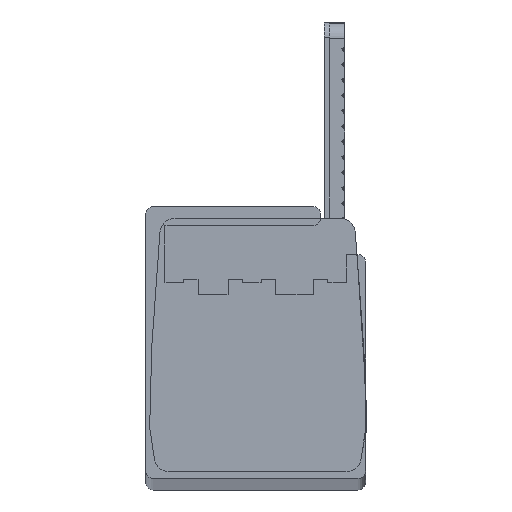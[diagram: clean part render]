
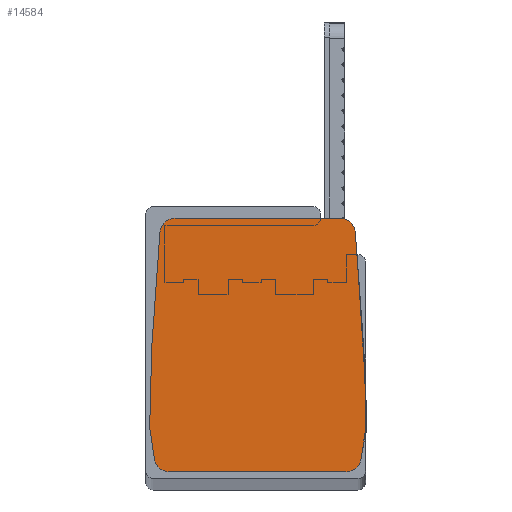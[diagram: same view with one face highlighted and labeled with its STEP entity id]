
A CAD part, top view. The second image highlights one B-rep face of the part: STEP entity #14584.
In plain terms, the highlighted planar face has unit normal (0, 0, 1).
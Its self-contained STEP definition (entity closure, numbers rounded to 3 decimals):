
#1216 = ORIENTED_EDGE ( 'NONE', *, *, #23611, .F. ) ;
#1223 = ORIENTED_EDGE ( 'NONE', *, *, #23608, .F. ) ;
#1225 = ORIENTED_EDGE ( 'NONE', *, *, #23560, .F. ) ;
#1237 = ORIENTED_EDGE ( 'NONE', *, *, #23602, .T. ) ;
#1242 = ORIENTED_EDGE ( 'NONE', *, *, #23635, .F. ) ;
#1275 = ORIENTED_EDGE ( 'NONE', *, *, #23627, .F. ) ;
#1278 = ORIENTED_EDGE ( 'NONE', *, *, #23640, .T. ) ;
#1280 = ORIENTED_EDGE ( 'NONE', *, *, #23573, .T. ) ;
#1322 = ORIENTED_EDGE ( 'NONE', *, *, #23622, .F. ) ;
#4989 = DIRECTION ( 'NONE',  ( -1., 0., 0. ) ) ;
#4992 = FACE_OUTER_BOUND ( 'NONE', #17154, .T. ) ;
#4993 = CARTESIAN_POINT ( 'NONE',  ( 734.61, 262.401, 220.276 ) ) ;
#5004 = PLANE ( 'NONE',  #34214 ) ;
#5029 = DIRECTION ( 'NONE',  ( 0., 0., -1. ) ) ;
#5734 = VERTEX_POINT ( 'NONE', #20055 ) ;
#8014 = VERTEX_POINT ( 'NONE', #8120 ) ;
#8120 = CARTESIAN_POINT ( 'NONE',  ( 747.323, 255.649, 220.276 ) ) ;
#14584 = ADVANCED_FACE ( 'NONE', ( #4992 ), #5004, .F. ) ;
#17154 = EDGE_LOOP ( 'NONE', ( #1275, #1223, #1225, #1237, #1242, #1278, #1322, #1216, #1280 ) ) ;
#20055 = CARTESIAN_POINT ( 'NONE',  ( 747.927, 271.23, 220.276 ) ) ;
#21141 = CARTESIAN_POINT ( 'NONE',  ( 746.936, 272.149, 220.276 ) ) ;
#21395 = VERTEX_POINT ( 'NONE', #21141 ) ;
#23560 = EDGE_CURVE ( 'NONE', #21395, #5734, #25994, .T. ) ;
#23573 = EDGE_CURVE ( 'NONE', #39183, #8014, #38681, .T. ) ;
#23602 = EDGE_CURVE ( 'NONE', #21395, #39189, #38792, .T. ) ;
#23608 = EDGE_CURVE ( 'NONE', #5734, #39196, #39792, .T. ) ;
#23611 = EDGE_CURVE ( 'NONE', #39183, #39187, #26158, .T. ) ;
#23622 = EDGE_CURVE ( 'NONE', #39187, #39174, #39793, .T. ) ;
#23627 = EDGE_CURVE ( 'NONE', #39196, #8014, #26228, .T. ) ;
#23635 = EDGE_CURVE ( 'NONE', #39171, #39189, #26357, .T. ) ;
#23640 = EDGE_CURVE ( 'NONE', #39171, #39174, #38941, .T. ) ;
#25994 = CIRCLE ( 'NONE', #26090, 0.994 ) ;
#26090 = AXIS2_PLACEMENT_3D ( 'NONE', #38655, #38637, #38661 ) ;
#26132 = VECTOR ( 'NONE', #38699, 1000. ) ;
#26158 = CIRCLE ( 'NONE', #26236, 0.994 ) ;
#26182 = VECTOR ( 'NONE', #38787, 1000. ) ;
#26228 = CIRCLE ( 'NONE', #26297, 0.994 ) ;
#26236 = AXIS2_PLACEMENT_3D ( 'NONE', #38856, #38825, #38837 ) ;
#26292 = VECTOR ( 'NONE', #38932, 1000. ) ;
#26297 = AXIS2_PLACEMENT_3D ( 'NONE', #38872, #38903, #38886 ) ;
#26330 = AXIS2_PLACEMENT_3D ( 'NONE', #38917, #38939, #38923 ) ;
#26357 = CIRCLE ( 'NONE', #26330, 0.994 ) ;
#34214 = AXIS2_PLACEMENT_3D ( 'NONE', #4993, #5029, #4989 ) ;
#38637 = DIRECTION ( 'NONE',  ( 0., 0., -1. ) ) ;
#38655 = CARTESIAN_POINT ( 'NONE',  ( 746.936, 271.155, 220.276 ) ) ;
#38661 = DIRECTION ( 'NONE',  ( -1., 0., 0. ) ) ;
#38681 = LINE ( 'NONE', #38682, #26132 ) ;
#38682 = CARTESIAN_POINT ( 'NONE',  ( 748.131, 255.649, 220.276 ) ) ;
#38699 = DIRECTION ( 'NONE',  ( 1., 0., 0. ) ) ;
#38780 = CARTESIAN_POINT ( 'NONE',  ( 747.927, 271.23, 220.276 ) ) ;
#38786 = CARTESIAN_POINT ( 'NONE',  ( 748.152, 268.251, 220.276 ) ) ;
#38787 = DIRECTION ( 'NONE',  ( -1., 0., 0. ) ) ;
#38792 = LINE ( 'NONE', #38806, #26182 ) ;
#38806 = CARTESIAN_POINT ( 'NONE',  ( 735.281, 272.149, 220.276 ) ) ;
#38822 = CARTESIAN_POINT ( 'NONE',  ( 748.412, 265.273, 220.276 ) ) ;
#38825 = DIRECTION ( 'NONE',  ( 0., 0., -1. ) ) ;
#38829 = CARTESIAN_POINT ( 'NONE',  ( 748.655, 259.503, 220.276 ) ) ;
#38837 = DIRECTION ( 'NONE',  ( -1., 0., 0. ) ) ;
#38838 = CARTESIAN_POINT ( 'NONE',  ( 748.463, 257.278, 220.276 ) ) ;
#38841 = CARTESIAN_POINT ( 'NONE',  ( 748.58, 261.731, 220.276 ) ) ;
#38842 = CARTESIAN_POINT ( 'NONE',  ( 748.603, 261.174, 220.276 ) ) ;
#38845 = CARTESIAN_POINT ( 'NONE',  ( 748.637, 260.06, 220.276 ) ) ;
#38846 = CARTESIAN_POINT ( 'NONE',  ( 748.297, 256.449, 220.276 ) ) ;
#38854 = CARTESIAN_POINT ( 'NONE',  ( 748.6, 258.11, 220.276 ) ) ;
#38856 = CARTESIAN_POINT ( 'NONE',  ( 735.836, 256.643, 220.276 ) ) ;
#38870 = CARTESIAN_POINT ( 'NONE',  ( 735.074, 269.196, 220.276 ) ) ;
#38871 = CARTESIAN_POINT ( 'NONE',  ( 734.524, 260.133, 220.276 ) ) ;
#38872 = CARTESIAN_POINT ( 'NONE',  ( 747.323, 256.643, 220.276 ) ) ;
#38879 = CARTESIAN_POINT ( 'NONE',  ( 734.583, 261.834, 220.276 ) ) ;
#38880 = CARTESIAN_POINT ( 'NONE',  ( 734.72, 264.669, 220.276 ) ) ;
#38886 = DIRECTION ( 'NONE',  ( -1., 0., 0. ) ) ;
#38887 = CARTESIAN_POINT ( 'NONE',  ( 734.554, 258.136, 220.276 ) ) ;
#38895 = CARTESIAN_POINT ( 'NONE',  ( 734.559, 261.267, 220.276 ) ) ;
#38903 = DIRECTION ( 'NONE',  ( 0., 0., -1. ) ) ;
#38904 = CARTESIAN_POINT ( 'NONE',  ( 734.693, 257.29, 220.276 ) ) ;
#38905 = CARTESIAN_POINT ( 'NONE',  ( 734.503, 259.565, 220.276 ) ) ;
#38909 = CARTESIAN_POINT ( 'NONE',  ( 734.897, 266.933, 220.276 ) ) ;
#38910 = CARTESIAN_POINT ( 'NONE',  ( 734.861, 256.449, 220.276 ) ) ;
#38917 = CARTESIAN_POINT ( 'NONE',  ( 736.208, 271.155, 220.276 ) ) ;
#38923 = DIRECTION ( 'NONE',  ( -1., 0., 0. ) ) ;
#38932 = DIRECTION ( 'NONE',  ( -0.07, -0.998, 0. ) ) ;
#38939 = DIRECTION ( 'NONE',  ( 0., 0., -1. ) ) ;
#38941 = LINE ( 'NONE', #38959, #26292 ) ;
#38959 = CARTESIAN_POINT ( 'NONE',  ( 735.074, 269.196, 220.276 ) ) ;
#39171 = VERTEX_POINT ( 'NONE', #39731 ) ;
#39174 = VERTEX_POINT ( 'NONE', #39716 ) ;
#39183 = VERTEX_POINT ( 'NONE', #39696 ) ;
#39187 = VERTEX_POINT ( 'NONE', #39708 ) ;
#39189 = VERTEX_POINT ( 'NONE', #39717 ) ;
#39196 = VERTEX_POINT ( 'NONE', #39689 ) ;
#39689 = CARTESIAN_POINT ( 'NONE',  ( 748.297, 256.449, 220.276 ) ) ;
#39696 = CARTESIAN_POINT ( 'NONE',  ( 735.836, 255.649, 220.276 ) ) ;
#39708 = CARTESIAN_POINT ( 'NONE',  ( 734.861, 256.449, 220.276 ) ) ;
#39716 = CARTESIAN_POINT ( 'NONE',  ( 735.074, 269.196, 220.276 ) ) ;
#39717 = CARTESIAN_POINT ( 'NONE',  ( 736.208, 272.149, 220.276 ) ) ;
#39731 = CARTESIAN_POINT ( 'NONE',  ( 735.216, 271.225, 220.276 ) ) ;
#39792 = B_SPLINE_CURVE_WITH_KNOTS ( 'NONE', 3,
 ( #38780, #38786, #38822, #38841, #38842, #38845, #38829, #38854, #38838, #38846 ),
 .UNSPECIFIED., .F., .F.,
 ( 4, 2, 2, 2, 4 ),
 ( 0., 0.009, 0.011, 0.012, 0.015 ),
 .UNSPECIFIED. ) ;
#39793 = B_SPLINE_CURVE_WITH_KNOTS ( 'NONE', 3,
 ( #38910, #38904, #38887, #38905, #38871, #38895, #38879, #38880, #38909, #38870 ),
 .UNSPECIFIED., .F., .F.,
 ( 4, 2, 2, 2, 4 ),
 ( 0., 0.003, 0.004, 0.006, 0.013 ),
 .UNSPECIFIED. ) ;
